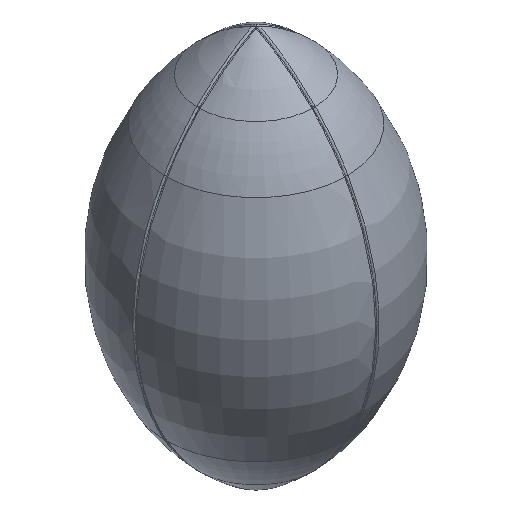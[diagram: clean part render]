
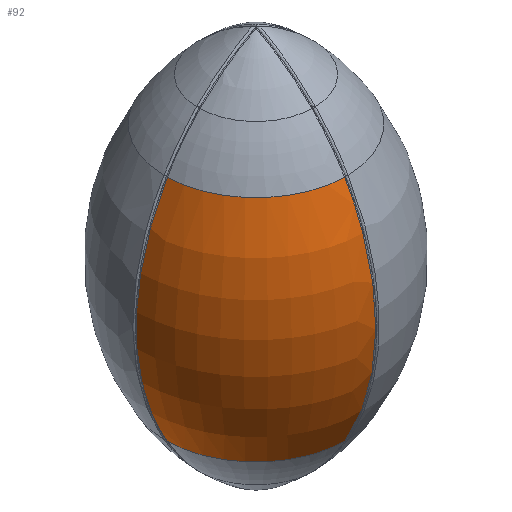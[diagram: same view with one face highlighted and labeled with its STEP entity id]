
A CAD part, isometric view. The second image highlights one B-rep face of the part: STEP entity #92.
In plain terms, the highlighted toroidal (fillet/blend) face has major radius 72.794 mm and minor radius 157.794 mm.
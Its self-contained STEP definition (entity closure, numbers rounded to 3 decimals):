
#56 = CARTESIAN_POINT ( 'NONE',  ( -1.219, -69.881, -67.735 ) ) ;
#92 = ADVANCED_FACE ( 'NONE', ( #1198 ), #6930, .T. ) ;
#103 = CARTESIAN_POINT ( 'NONE',  ( -1.217, -84.988, 7.132 ) ) ;
#161 = DIRECTION ( 'NONE',  ( 0., 0., -1. ) ) ;
#221 = CARTESIAN_POINT ( 'NONE',  ( -1.22, -63.205, 80. ) ) ;
#246 = CARTESIAN_POINT ( 'NONE',  ( -1.217, -84.514, 14.105 ) ) ;
#529 = DIRECTION ( 'NONE',  ( 0., 0., -1. ) ) ;
#779 = CARTESIAN_POINT ( 'NONE',  ( -84.514, -1.217, 14.105 ) ) ;
#909 = CARTESIAN_POINT ( 'NONE',  ( -1.218, -73.257, 59.734 ) ) ;
#953 = CARTESIAN_POINT ( 'NONE',  ( -1.218, -80.319, -38.154 ) ) ;
#1176 = B_SPLINE_CURVE_WITH_KNOTS ( 'NONE', 3,
 ( #3659, #6017, #56, #8913, #4458, #7345, #953, #5882, #3136, #5968, #2417, #2324, #5837, #103, #246, #5217, #7393, #8719, #1661, #1518, #7439, #5927, #909, #5309, #2370, #5173 ),
 .UNSPECIFIED., .F., .F.,
 ( 4, 2, 2, 2, 2, 2, 2, 2, 2, 2, 2, 2, 4 ),
 ( 0.088, 0.109, 0.131, 0.136, 0.141, 0.152, 0.173, 0.195, 0.216, 0.227, 0.232, 0.237, 0.259 ),
 .UNSPECIFIED. ) ;
#1198 = FACE_OUTER_BOUND ( 'NONE', #8391, .T. ) ;
#1296 = AXIS2_PLACEMENT_3D ( 'NONE', #3098, #161, #2957 ) ;
#1420 = ORIENTED_EDGE ( 'NONE', *, *, #2468, .F. ) ;
#1457 = CARTESIAN_POINT ( 'NONE',  ( 0., 0., 0. ) ) ;
#1518 = CARTESIAN_POINT ( 'NONE',  ( -1.218, -75.771, 53.174 ) ) ;
#1533 = CARTESIAN_POINT ( 'NONE',  ( -84.995, -1.217, -6.974 ) ) ;
#1661 = CARTESIAN_POINT ( 'NONE',  ( -1.218, -77.497, 48.178 ) ) ;
#1722 = CARTESIAN_POINT ( 'NONE',  ( -77.57, -1.218, -48.331 ) ) ;
#2236 = ORIENTED_EDGE ( 'NONE', *, *, #3903, .T. ) ;
#2324 = CARTESIAN_POINT ( 'NONE',  ( -1.217, -84.527, -13.972 ) ) ;
#2370 = CARTESIAN_POINT ( 'NONE',  ( -1.219, -66.732, 74.005 ) ) ;
#2384 = CARTESIAN_POINT ( 'NONE',  ( -83.135, -1.217, -24.385 ) ) ;
#2417 = CARTESIAN_POINT ( 'NONE',  ( -1.217, -83.135, -24.385 ) ) ;
#2468 = EDGE_CURVE ( 'NONE', #8964, #8687, #6727, .T. ) ;
#2483 = CARTESIAN_POINT ( 'NONE',  ( -80.319, -1.218, -38.154 ) ) ;
#2844 = AXIS2_PLACEMENT_3D ( 'NONE', #1457, #529, #7638 ) ;
#2915 = CARTESIAN_POINT ( 'NONE',  ( -77.497, -1.218, 48.178 ) ) ;
#2957 = DIRECTION ( 'NONE',  ( -1., 0., 0. ) ) ;
#3008 = CARTESIAN_POINT ( 'NONE',  ( -75.771, -1.218, 53.174 ) ) ;
#3098 = CARTESIAN_POINT ( 'NONE',  ( 0., 0., 80. ) ) ;
#3136 = CARTESIAN_POINT ( 'NONE',  ( -1.218, -81.51, -33.007 ) ) ;
#3252 = VERTEX_POINT ( 'NONE', #5002 ) ;
#3555 = VERTEX_POINT ( 'NONE', #221 ) ;
#3659 = CARTESIAN_POINT ( 'NONE',  ( -1.22, -63.205, -80. ) ) ;
#3721 = CARTESIAN_POINT ( 'NONE',  ( -63.205, -1.22, 80. ) ) ;
#3903 = EDGE_CURVE ( 'NONE', #8964, #3555, #1176, .T. ) ;
#3954 = CARTESIAN_POINT ( 'NONE',  ( -1.22, -63.205, -80. ) ) ;
#4379 = CARTESIAN_POINT ( 'NONE',  ( -75.168, -1.218, 54.83 ) ) ;
#4426 = CARTESIAN_POINT ( 'NONE',  ( -84.527, -1.217, -13.972 ) ) ;
#4458 = CARTESIAN_POINT ( 'NONE',  ( -1.218, -77.57, -48.331 ) ) ;
#4567 = CARTESIAN_POINT ( 'NONE',  ( -81.133, -1.218, -34.725 ) ) ;
#4577 = CARTESIAN_POINT ( 'NONE',  ( 0., 0., -80. ) ) ;
#4760 = CARTESIAN_POINT ( 'NONE',  ( -69.881, -1.219, -67.735 ) ) ;
#5002 = CARTESIAN_POINT ( 'NONE',  ( -63.205, -1.22, 80. ) ) ;
#5014 = B_SPLINE_CURVE_WITH_KNOTS ( 'NONE', 3,
 ( #3721, #7406, #6691, #5094, #6601, #4379, #3008, #2915, #8686, #7268, #5850, #779, #6553, #1533, #4426, #2384, #8208, #6127, #4567, #2483, #8976, #1722, #7554, #4760, #6174, #7452 ),
 .UNSPECIFIED., .F., .F.,
 ( 4, 2, 2, 2, 2, 2, 2, 2, 2, 2, 2, 2, 4 ),
 ( 0.087, 0.108, 0.113, 0.119, 0.129, 0.15, 0.172, 0.193, 0.203, 0.209, 0.214, 0.235, 0.256 ),
 .UNSPECIFIED. ) ;
#5094 = CARTESIAN_POINT ( 'NONE',  ( -73.257, -1.218, 59.734 ) ) ;
#5173 = CARTESIAN_POINT ( 'NONE',  ( -1.22, -63.205, 80. ) ) ;
#5217 = CARTESIAN_POINT ( 'NONE',  ( -1.217, -82.661, 27.897 ) ) ;
#5218 = AXIS2_PLACEMENT_3D ( 'NONE', #4577, #8216, #7462 ) ;
#5309 = CARTESIAN_POINT ( 'NONE',  ( -1.219, -69.858, 67.787 ) ) ;
#5380 = CIRCLE ( 'NONE', #1296, 63.217 ) ;
#5837 = CARTESIAN_POINT ( 'NONE',  ( -1.217, -84.995, -6.974 ) ) ;
#5850 = CARTESIAN_POINT ( 'NONE',  ( -82.661, -1.217, 27.897 ) ) ;
#5882 = CARTESIAN_POINT ( 'NONE',  ( -1.218, -81.133, -34.725 ) ) ;
#5927 = CARTESIAN_POINT ( 'NONE',  ( -1.218, -73.911, 58.109 ) ) ;
#5968 = CARTESIAN_POINT ( 'NONE',  ( -1.217, -82.555, -27.842 ) ) ;
#5980 = EDGE_CURVE ( 'NONE', #3252, #8687, #5014, .T. ) ;
#6017 = CARTESIAN_POINT ( 'NONE',  ( -1.219, -66.758, -73.96 ) ) ;
#6127 = CARTESIAN_POINT ( 'NONE',  ( -81.51, -1.218, -33.007 ) ) ;
#6174 = CARTESIAN_POINT ( 'NONE',  ( -66.758, -1.219, -73.96 ) ) ;
#6438 = ORIENTED_EDGE ( 'NONE', *, *, #5980, .T. ) ;
#6553 = CARTESIAN_POINT ( 'NONE',  ( -84.988, -1.217, 7.132 ) ) ;
#6601 = CARTESIAN_POINT ( 'NONE',  ( -73.911, -1.218, 58.109 ) ) ;
#6691 = CARTESIAN_POINT ( 'NONE',  ( -69.858, -1.219, 67.787 ) ) ;
#6727 = CIRCLE ( 'NONE', #5218, 63.217 ) ;
#6798 = EDGE_CURVE ( 'NONE', #3555, #3252, #5380, .T. ) ;
#6930 = TOROIDAL_SURFACE ( 'NONE', #2844, -72.794, 157.794 ) ;
#7268 = CARTESIAN_POINT ( 'NONE',  ( -81.283, -1.218, 34.716 ) ) ;
#7345 = CARTESIAN_POINT ( 'NONE',  ( -1.218, -79.883, -39.862 ) ) ;
#7393 = CARTESIAN_POINT ( 'NONE',  ( -1.218, -81.283, 34.716 ) ) ;
#7406 = CARTESIAN_POINT ( 'NONE',  ( -66.732, -1.219, 74.005 ) ) ;
#7439 = CARTESIAN_POINT ( 'NONE',  ( -1.218, -75.168, 54.83 ) ) ;
#7452 = CARTESIAN_POINT ( 'NONE',  ( -63.205, -1.22, -80. ) ) ;
#7462 = DIRECTION ( 'NONE',  ( -1., 0., 0. ) ) ;
#7554 = CARTESIAN_POINT ( 'NONE',  ( -75.288, -1.218, -54.92 ) ) ;
#7638 = DIRECTION ( 'NONE',  ( 1., 0., 0. ) ) ;
#7909 = ORIENTED_EDGE ( 'NONE', *, *, #6798, .T. ) ;
#8208 = CARTESIAN_POINT ( 'NONE',  ( -82.555, -1.217, -27.842 ) ) ;
#8216 = DIRECTION ( 'NONE',  ( 0., 0., -1. ) ) ;
#8383 = CARTESIAN_POINT ( 'NONE',  ( -63.205, -1.22, -80. ) ) ;
#8391 = EDGE_LOOP ( 'NONE', ( #2236, #7909, #6438, #1420 ) ) ;
#8686 = CARTESIAN_POINT ( 'NONE',  ( -78.53, -1.218, 44.827 ) ) ;
#8687 = VERTEX_POINT ( 'NONE', #8383 ) ;
#8719 = CARTESIAN_POINT ( 'NONE',  ( -1.218, -78.53, 44.827 ) ) ;
#8913 = CARTESIAN_POINT ( 'NONE',  ( -1.218, -75.288, -54.92 ) ) ;
#8964 = VERTEX_POINT ( 'NONE', #3954 ) ;
#8976 = CARTESIAN_POINT ( 'NONE',  ( -79.883, -1.218, -39.862 ) ) ;
